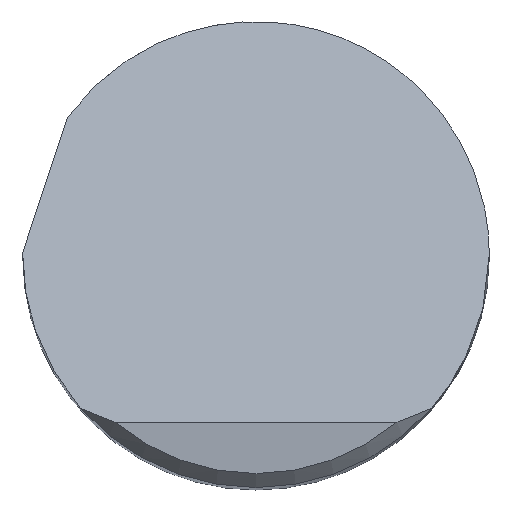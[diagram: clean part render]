
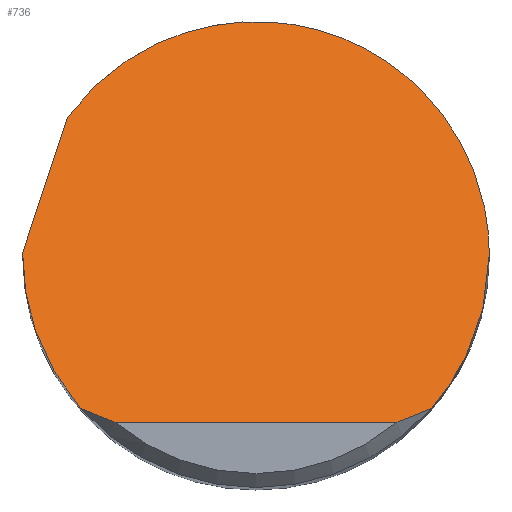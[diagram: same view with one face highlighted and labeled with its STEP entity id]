
A CAD part, top view. The second image highlights one B-rep face of the part: STEP entity #736.
In plain terms, the highlighted planar face has unit normal (0, 0.707, 0.707).
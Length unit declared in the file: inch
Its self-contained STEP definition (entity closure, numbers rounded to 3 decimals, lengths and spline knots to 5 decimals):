
#6 = CARTESIAN_POINT ( 'NONE',  ( 0., -0.18, 2.5 ) ) ;
#23 = CARTESIAN_POINT ( 'NONE',  ( -0.22834, -0.11887, 2.43887 ) ) ;
#35 = CARTESIAN_POINT ( 'NONE',  ( 0.25, 0.29348, 2.02652 ) ) ;
#37 = CARTESIAN_POINT ( 'NONE',  ( 0.25, -0.06141, 2.38141 ) ) ;
#41 = VECTOR ( 'NONE', #638, 39.37008 ) ;
#55 = DIRECTION ( 'NONE',  ( 0., 0.707, -0.707 ) ) ;
#57 = EDGE_CURVE ( 'NONE', #516, #428, #58, .T. ) ;
#58 =( BOUNDED_CURVE ( )  B_SPLINE_CURVE ( 3, ( #280, #23, #440, #223 ),
 .UNSPECIFIED., .F., .T. ) 
 B_SPLINE_CURVE_WITH_KNOTS ( ( 4, 4 ),
 ( 3.99157, 4.71239 ),
 .UNSPECIFIED. ) 
 CURVE ( )  GEOMETRIC_REPRESENTATION_ITEM ( )  RATIONAL_B_SPLINE_CURVE ( ( 1., 0.957, 0.957, 1. ) ) 
 REPRESENTATION_ITEM ( '' )  );
#67 = CARTESIAN_POINT ( 'NONE',  ( -0.25, 0., 2.32 ) ) ;
#69 = CARTESIAN_POINT ( 'NONE',  ( -0.25, 0.00133, 2.31867 ) ) ;
#77 = LINE ( 'NONE', #6, #41 ) ;
#83 = CARTESIAN_POINT ( 'NONE',  ( -0.20198, 0.14732, 2.17268 ) ) ;
#85 = CARTESIAN_POINT ( 'NONE',  ( 0.16367, -0.17542, 2.49542 ) ) ;
#99 = CARTESIAN_POINT ( 'NONE',  ( 0.25, 0., 2.32 ) ) ;
#123 = CARTESIAN_POINT ( 'NONE',  ( 0.25, 0., 2.32 ) ) ;
#127 = ORIENTED_EDGE ( 'NONE', *, *, #305, .F. ) ;
#129 = EDGE_CURVE ( 'NONE', #411, #237, #708, .T. ) ;
#167 = EDGE_CURVE ( 'NONE', #428, #346, #462, .T. ) ;
#170 = CARTESIAN_POINT ( 'NONE',  ( -0.16367, -0.17542, 2.49542 ) ) ;
#181 = DIRECTION ( 'NONE',  ( 0., -0.707, -0.707 ) ) ;
#213 = CARTESIAN_POINT ( 'NONE',  ( -0.02903, 0.38443, 1.93557 ) ) ;
#214 = B_SPLINE_CURVE_WITH_KNOTS ( 'NONE', 3,
 ( #350, #741, #170, #291 ),
 .UNSPECIFIED., .F., .F.,
 ( 4, 4 ),
 ( 0., 0.00108 ),
 .UNSPECIFIED. ) ;
#217 = CARTESIAN_POINT ( 'NONE',  ( 0.15108, -0.18, 2.5 ) ) ;
#221 = CARTESIAN_POINT ( 'NONE',  ( -0.15108, -0.18, 2.5 ) ) ;
#223 = CARTESIAN_POINT ( 'NONE',  ( -0.25, 0., 2.32 ) ) ;
#227 =( BOUNDED_CURVE ( )  B_SPLINE_CURVE ( 3, ( #99, #37, #566, #283 ),
 .UNSPECIFIED., .F., .T. ) 
 B_SPLINE_CURVE_WITH_KNOTS ( ( 4, 4 ),
 ( 1.5708, 2.29162 ),
 .UNSPECIFIED. ) 
 CURVE ( )  GEOMETRIC_REPRESENTATION_ITEM ( )  RATIONAL_B_SPLINE_CURVE ( ( 1., 0.957, 0.957, 1. ) ) 
 REPRESENTATION_ITEM ( '' )  );
#231 = EDGE_CURVE ( 'NONE', #661, #580, #77, .T. ) ;
#237 = VERTEX_POINT ( 'NONE', #123 ) ;
#252 = ORIENTED_EDGE ( 'NONE', *, *, #57, .F. ) ;
#255 = CARTESIAN_POINT ( 'NONE',  ( -0.25, 0.00067, 2.31933 ) ) ;
#261 = VECTOR ( 'NONE', #662, 39.37008 ) ;
#268 = CARTESIAN_POINT ( 'NONE',  ( 0.17589, -0.1704, 2.4904 ) ) ;
#280 = CARTESIAN_POINT ( 'NONE',  ( -0.18782, -0.165, 2.485 ) ) ;
#283 = CARTESIAN_POINT ( 'NONE',  ( 0.18782, -0.165, 2.485 ) ) ;
#290 = CARTESIAN_POINT ( 'NONE',  ( -0.30701, -0.17058, 2.49058 ) ) ;
#291 = CARTESIAN_POINT ( 'NONE',  ( -0.15108, -0.18, 2.5 ) ) ;
#305 = EDGE_CURVE ( 'NONE', #237, #420, #227, .T. ) ;
#306 = ORIENTED_EDGE ( 'NONE', *, *, #231, .T. ) ;
#327 = EDGE_CURVE ( 'NONE', #346, #411, #719, .T. ) ;
#336 = EDGE_CURVE ( 'NONE', #516, #661, #214, .T. ) ;
#346 = VERTEX_POINT ( 'NONE', #667 ) ;
#350 = CARTESIAN_POINT ( 'NONE',  ( -0.18782, -0.165, 2.485 ) ) ;
#351 = CARTESIAN_POINT ( 'NONE',  ( 0.15108, -0.18, 2.5 ) ) ;
#352 = ORIENTED_EDGE ( 'NONE', *, *, #167, .F. ) ;
#389 = ORIENTED_EDGE ( 'NONE', *, *, #459, .T. ) ;
#407 = ORIENTED_EDGE ( 'NONE', *, *, #327, .F. ) ;
#411 = VERTEX_POINT ( 'NONE', #452 ) ;
#415 = PLANE ( 'NONE',  #700 ) ;
#420 = VERTEX_POINT ( 'NONE', #611 ) ;
#428 = VERTEX_POINT ( 'NONE', #491 ) ;
#440 = CARTESIAN_POINT ( 'NONE',  ( -0.25, -0.06141, 2.38141 ) ) ;
#452 = CARTESIAN_POINT ( 'NONE',  ( -0.20198, 0.14732, 2.17268 ) ) ;
#459 = EDGE_CURVE ( 'NONE', #580, #420, #706, .T. ) ;
#462 =( BOUNDED_CURVE ( )  B_SPLINE_CURVE ( 3, ( #67, #255, #69, #546 ),
 .UNSPECIFIED., .F., .T. ) 
 B_SPLINE_CURVE_WITH_KNOTS ( ( 4, 4 ),
 ( 4.71239, 4.72039 ),
 .UNSPECIFIED. ) 
 CURVE ( )  GEOMETRIC_REPRESENTATION_ITEM ( )  RATIONAL_B_SPLINE_CURVE ( ( 1., 1., 1., 1. ) ) 
 REPRESENTATION_ITEM ( '' )  );
#491 = CARTESIAN_POINT ( 'NONE',  ( -0.25, 0., 2.32 ) ) ;
#516 = VERTEX_POINT ( 'NONE', #606 ) ;
#526 = CARTESIAN_POINT ( 'NONE',  ( -0.25, -0.18, 2.5 ) ) ;
#536 = EDGE_LOOP ( 'NONE', ( #306, #389, #127, #553, #407, #352, #252, #651 ) ) ;
#546 = CARTESIAN_POINT ( 'NONE',  ( -0.24999, 0.002, 2.318 ) ) ;
#553 = ORIENTED_EDGE ( 'NONE', *, *, #129, .F. ) ;
#566 = CARTESIAN_POINT ( 'NONE',  ( 0.22834, -0.11887, 2.43887 ) ) ;
#580 = VERTEX_POINT ( 'NONE', #351 ) ;
#589 = FACE_OUTER_BOUND ( 'NONE', #536, .T. ) ;
#606 = CARTESIAN_POINT ( 'NONE',  ( -0.18782, -0.165, 2.485 ) ) ;
#611 = CARTESIAN_POINT ( 'NONE',  ( 0.18782, -0.165, 2.485 ) ) ;
#638 = DIRECTION ( 'NONE',  ( 1., 0., 0. ) ) ;
#651 = ORIENTED_EDGE ( 'NONE', *, *, #336, .T. ) ;
#656 = CARTESIAN_POINT ( 'NONE',  ( 0.18782, -0.165, 2.485 ) ) ;
#661 = VERTEX_POINT ( 'NONE', #221 ) ;
#662 = DIRECTION ( 'NONE',  ( 0.227, 0.689, -0.689 ) ) ;
#667 = CARTESIAN_POINT ( 'NONE',  ( -0.24999, 0.002, 2.318 ) ) ;
#700 = AXIS2_PLACEMENT_3D ( 'NONE', #526, #181, #55 ) ;
#706 = B_SPLINE_CURVE_WITH_KNOTS ( 'NONE', 3,
 ( #217, #85, #268, #656 ),
 .UNSPECIFIED., .F., .F.,
 ( 4, 4 ),
 ( 0., 0.00108 ),
 .UNSPECIFIED. ) ;
#708 =( BOUNDED_CURVE ( )  B_SPLINE_CURVE ( 3, ( #83, #213, #35, #725 ),
 .UNSPECIFIED., .F., .T. ) 
 B_SPLINE_CURVE_WITH_KNOTS ( ( 4, 4 ),
 ( 5.34257, 7.85398 ),
 .UNSPECIFIED. ) 
 CURVE ( )  GEOMETRIC_REPRESENTATION_ITEM ( )  RATIONAL_B_SPLINE_CURVE ( ( 1., 0.54, 0.54, 1. ) ) 
 REPRESENTATION_ITEM ( '' )  );
#719 = LINE ( 'NONE', #290, #261 ) ;
#725 = CARTESIAN_POINT ( 'NONE',  ( 0.25, 0., 2.32 ) ) ;
#736 = ADVANCED_FACE ( 'NONE', ( #589 ), #415, .F. ) ;
#741 = CARTESIAN_POINT ( 'NONE',  ( -0.17589, -0.1704, 2.4904 ) ) ;
